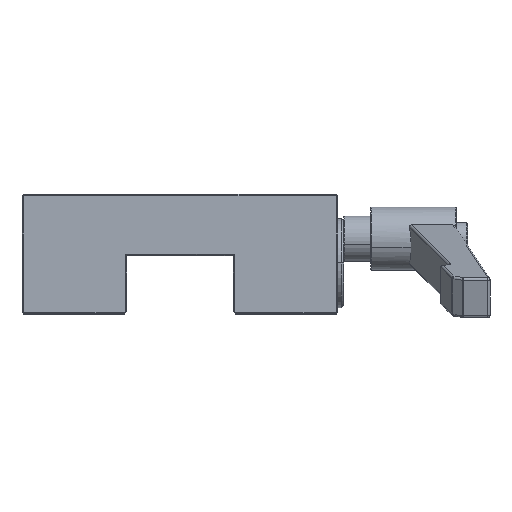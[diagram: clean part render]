
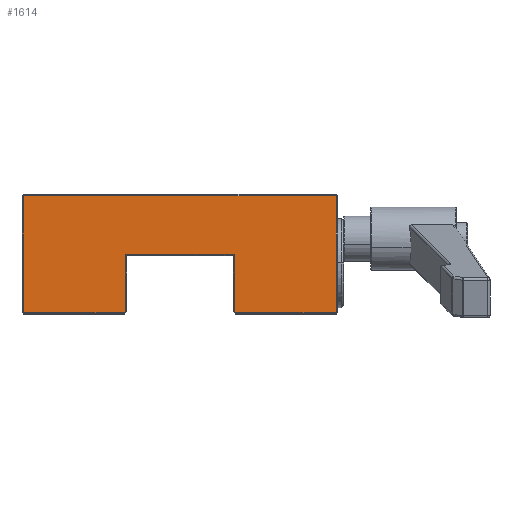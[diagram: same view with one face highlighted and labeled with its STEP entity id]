
A CAD part, top view. The second image highlights one B-rep face of the part: STEP entity #1614.
In plain terms, the highlighted planar face has unit normal (0, 0, 1).
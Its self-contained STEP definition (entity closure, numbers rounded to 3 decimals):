
#79 = EDGE_CURVE ( 'NONE', #3509, #3914, #654, .T. ) ;
#90 = CARTESIAN_POINT ( 'NONE',  ( 34.7, -26.2, 0. ) ) ;
#95 = VECTOR ( 'NONE', #2464, 1000. ) ;
#117 = VERTEX_POINT ( 'NONE', #3243 ) ;
#175 = CARTESIAN_POINT ( 'NONE',  ( 12.1, -26.2, 0. ) ) ;
#222 = EDGE_CURVE ( 'NONE', #4126, #3169, #983, .T. ) ;
#308 = CARTESIAN_POINT ( 'NONE',  ( 0., -13.3, 0. ) ) ;
#313 = CARTESIAN_POINT ( 'NONE',  ( -12.1, -26.2, 0. ) ) ;
#342 = EDGE_CURVE ( 'NONE', #3169, #3509, #4640, .T. ) ;
#345 = CARTESIAN_POINT ( 'NONE',  ( -12.1, 0., 0. ) ) ;
#355 = CARTESIAN_POINT ( 'NONE',  ( 35., -26.2, 0. ) ) ;
#362 = DIRECTION ( 'NONE',  ( 0., 1., 0. ) ) ;
#381 = DIRECTION ( 'NONE',  ( 0., 1., 0. ) ) ;
#428 = LINE ( 'NONE', #1791, #4192 ) ;
#550 = CARTESIAN_POINT ( 'NONE',  ( 0., -0.3, 0. ) ) ;
#572 = DIRECTION ( 'NONE',  ( -1., 0., 0. ) ) ;
#654 = LINE ( 'NONE', #345, #3970 ) ;
#668 = DIRECTION ( 'NONE',  ( 1., 0., 0. ) ) ;
#708 = CARTESIAN_POINT ( 'NONE',  ( 0., -13.3, 0. ) ) ;
#754 = FACE_OUTER_BOUND ( 'NONE', #3688, .T. ) ;
#770 = EDGE_CURVE ( 'NONE', #1564, #1510, #428, .T. ) ;
#814 = VECTOR ( 'NONE', #3972, 1000. ) ;
#819 = DIRECTION ( 'NONE',  ( 1., 0., 0. ) ) ;
#854 = EDGE_CURVE ( 'NONE', #1683, #1564, #4394, .T. ) ;
#860 = DIRECTION ( 'NONE',  ( 0., -1., 0. ) ) ;
#880 = LINE ( 'NONE', #1597, #2574 ) ;
#909 = DIRECTION ( 'NONE',  ( 0., 0., 1. ) ) ;
#983 = LINE ( 'NONE', #2075, #95 ) ;
#1067 = EDGE_CURVE ( 'NONE', #1510, #4539, #2114, .T. ) ;
#1088 = VECTOR ( 'NONE', #1812, 1000. ) ;
#1093 = CARTESIAN_POINT ( 'NONE',  ( 0., -13.3, 0. ) ) ;
#1224 = ORIENTED_EDGE ( 'NONE', *, *, #79, .T. ) ;
#1367 = ORIENTED_EDGE ( 'NONE', *, *, #770, .T. ) ;
#1454 = VERTEX_POINT ( 'NONE', #708 ) ;
#1510 = VERTEX_POINT ( 'NONE', #4083 ) ;
#1564 = VERTEX_POINT ( 'NONE', #90 ) ;
#1577 = ORIENTED_EDGE ( 'NONE', *, *, #342, .T. ) ;
#1597 = CARTESIAN_POINT ( 'NONE',  ( 12.1, -26.5, 0. ) ) ;
#1606 = ORIENTED_EDGE ( 'NONE', *, *, #1907, .T. ) ;
#1614 = ADVANCED_FACE ( 'NONE', ( #754 ), #1849, .T. ) ;
#1618 = ORIENTED_EDGE ( 'NONE', *, *, #2173, .T. ) ;
#1683 = VERTEX_POINT ( 'NONE', #175 ) ;
#1779 = VECTOR ( 'NONE', #3206, 1000. ) ;
#1791 = CARTESIAN_POINT ( 'NONE',  ( 34.7, 0., 0. ) ) ;
#1812 = DIRECTION ( 'NONE',  ( 1., 0., 0. ) ) ;
#1849 = PLANE ( 'NONE',  #2753 ) ;
#1907 = EDGE_CURVE ( 'NONE', #3914, #1454, #4688, .T. ) ;
#1923 = CARTESIAN_POINT ( 'NONE',  ( -34.7, -0.3, 0. ) ) ;
#2025 = CARTESIAN_POINT ( 'NONE',  ( 0., -0.3, 0. ) ) ;
#2048 = DIRECTION ( 'NONE',  ( 1., 0., 0. ) ) ;
#2075 = CARTESIAN_POINT ( 'NONE',  ( -34.7, 0., 0. ) ) ;
#2114 = LINE ( 'NONE', #3569, #1779 ) ;
#2173 = EDGE_CURVE ( 'NONE', #1454, #117, #3898, .T. ) ;
#2270 = ORIENTED_EDGE ( 'NONE', *, *, #2743, .T. ) ;
#2342 = CARTESIAN_POINT ( 'NONE',  ( -34.7, -26.2, 0. ) ) ;
#2464 = DIRECTION ( 'NONE',  ( 0., -1., 0. ) ) ;
#2574 = VECTOR ( 'NONE', #860, 1000. ) ;
#2601 = ORIENTED_EDGE ( 'NONE', *, *, #1067, .T. ) ;
#2743 = EDGE_CURVE ( 'NONE', #117, #1683, #880, .T. ) ;
#2752 = ORIENTED_EDGE ( 'NONE', *, *, #3102, .T. ) ;
#2753 = AXIS2_PLACEMENT_3D ( 'NONE', #3793, #909, #819 ) ;
#3040 = VECTOR ( 'NONE', #668, 1000. ) ;
#3071 = VECTOR ( 'NONE', #572, 1000. ) ;
#3102 = EDGE_CURVE ( 'NONE', #4539, #4126, #3410, .T. ) ;
#3169 = VERTEX_POINT ( 'NONE', #2342 ) ;
#3206 = DIRECTION ( 'NONE',  ( -1., 0., 0. ) ) ;
#3243 = CARTESIAN_POINT ( 'NONE',  ( 12.1, -13.3, 0. ) ) ;
#3308 = ORIENTED_EDGE ( 'NONE', *, *, #222, .T. ) ;
#3410 = LINE ( 'NONE', #550, #3071 ) ;
#3509 = VERTEX_POINT ( 'NONE', #313 ) ;
#3569 = CARTESIAN_POINT ( 'NONE',  ( 0., -0.3, 0. ) ) ;
#3640 = CARTESIAN_POINT ( 'NONE',  ( -12.1, -13.3, 0. ) ) ;
#3688 = EDGE_LOOP ( 'NONE', ( #1367, #2601, #2752, #3308, #1577, #1224, #1606, #1618, #2270, #4006 ) ) ;
#3741 = VECTOR ( 'NONE', #2048, 1000. ) ;
#3793 = CARTESIAN_POINT ( 'NONE',  ( 0., 0., 0. ) ) ;
#3898 = LINE ( 'NONE', #1093, #814 ) ;
#3914 = VERTEX_POINT ( 'NONE', #3640 ) ;
#3960 = CARTESIAN_POINT ( 'NONE',  ( 0., -26.2, 0. ) ) ;
#3970 = VECTOR ( 'NONE', #362, 1000. ) ;
#3972 = DIRECTION ( 'NONE',  ( 1., 0., 0. ) ) ;
#4006 = ORIENTED_EDGE ( 'NONE', *, *, #854, .T. ) ;
#4083 = CARTESIAN_POINT ( 'NONE',  ( 34.7, -0.3, 0. ) ) ;
#4126 = VERTEX_POINT ( 'NONE', #1923 ) ;
#4192 = VECTOR ( 'NONE', #381, 1000. ) ;
#4394 = LINE ( 'NONE', #355, #1088 ) ;
#4539 = VERTEX_POINT ( 'NONE', #2025 ) ;
#4640 = LINE ( 'NONE', #3960, #3741 ) ;
#4688 = LINE ( 'NONE', #308, #3040 ) ;
